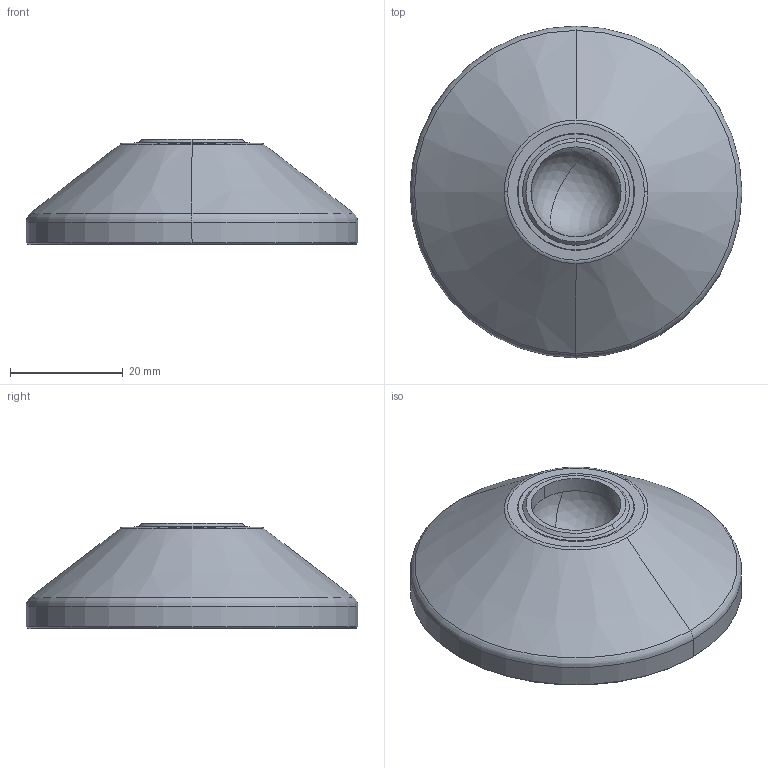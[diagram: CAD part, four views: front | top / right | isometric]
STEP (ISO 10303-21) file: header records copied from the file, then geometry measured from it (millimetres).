
FILE_DESCRIPTION (( 'STEP AP203' ), '1' );
FILE_NAME ('3_842_538_677_Bosch.step', '2024-06-10T08:12:06', ( '' ), ( '' ), 'SwSTEP 2.0', 'SolidWorks 2014', '' );
FILE_SCHEMA (( 'CONFIG_CONTROL_DESIGN' ));
Length unit declared in the file: millimetre
Products named in the file (1): 3_842_538_677_Bosch
Bounding box: 59 x 59 x 18.7 mm (x, y, z)
Volume: 21891.7 mm3; surface area: 10120.4 mm2
Topology: 1 solids, 1 shells, 137 faces, 405 edges, 268 vertices
Faces by surface type: plane 66, cylinder 44, cone 15, sphere 8, torus 4
Entity records: 4536 total; most frequent: CARTESIAN_POINT 802, DIRECTION 801, ORIENTED_EDGE 770, EDGE_CURVE 385, AXIS2_PLACEMENT_3D 290, VERTEX_POINT 255, VECTOR 221, LINE 221
